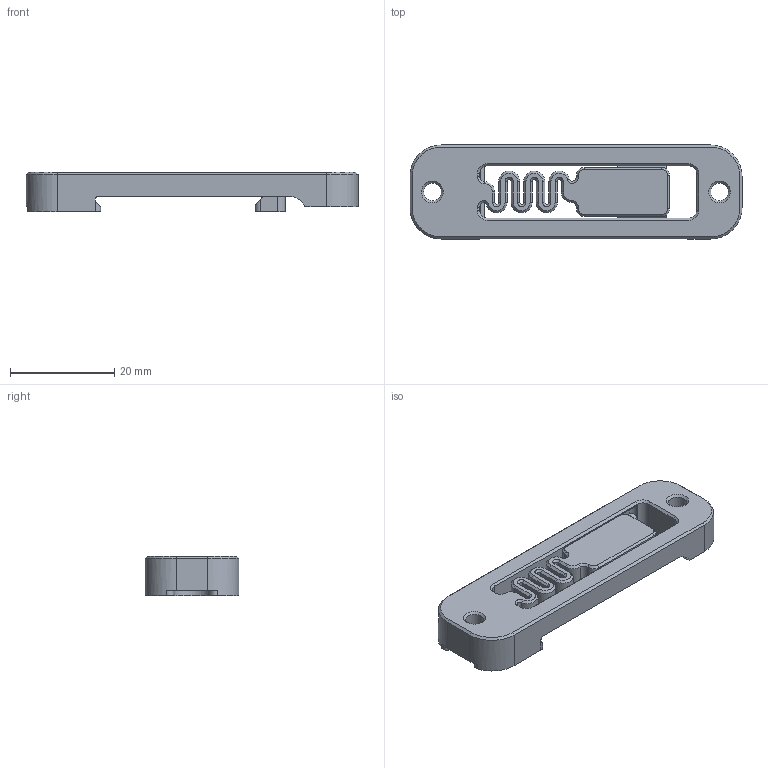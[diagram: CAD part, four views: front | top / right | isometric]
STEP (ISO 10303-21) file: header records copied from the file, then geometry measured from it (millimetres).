
FILE_DESCRIPTION(/* description */ (''),/* implementation_level */ '2;1');
FILE_NAME(/* name */ '5fb98a5867e3581947f7da95',/* time_stamp */ '2020-11-21T21:44:57+00:00',/* author */ (''),/* organization */ (''),/* preprocessor_version */ 'ST-DEVELOPER v16.7',/* originating_system */ $,/* authorisation */ $);
FILE_SCHEMA (('AUTOMOTIVE_DESIGN {1 0 10303 214 3 1 1}'));
Length unit declared in the file: metre
Products named in the file (1): RS-25 PSU Bracket.step
Bounding box: 63.6 x 18 x 7.6 mm (x, y, z)
Volume: 5203.4 mm3; surface area: 4128.5 mm2
Topology: 1 solids, 1 shells, 168 faces, 431 edges, 266 vertices
Faces by surface type: plane 78, cylinder 56, cone 34
Full cylindrical faces by diameter (mm): 3.4 x2
Entity records: 5099 total; most frequent: DIRECTION 913, CARTESIAN_POINT 880, ORIENTED_EDGE 862, EDGE_CURVE 431, AXIS2_PLACEMENT_3D 317, LINE 279, VECTOR 279, VERTEX_POINT 266
